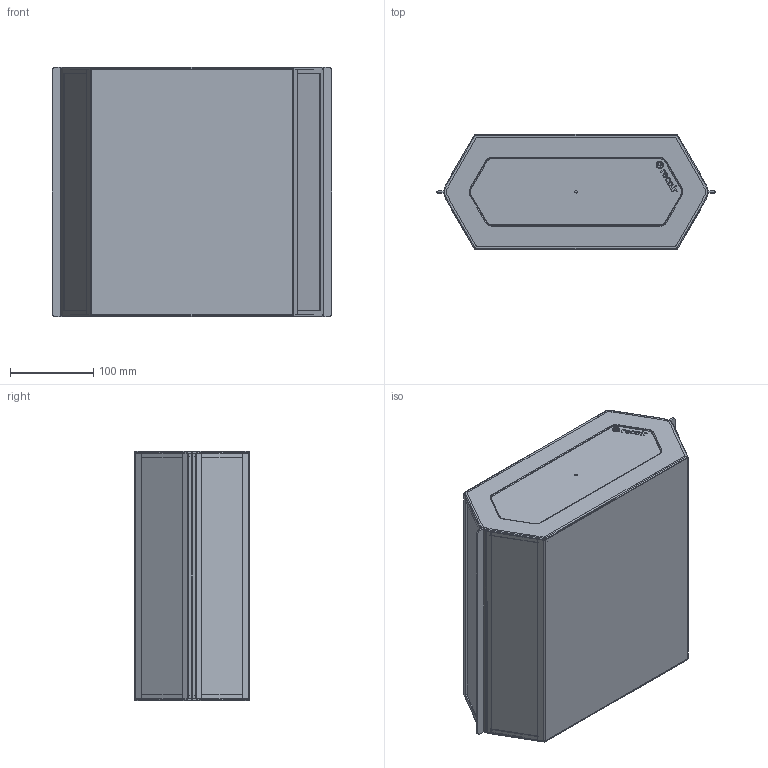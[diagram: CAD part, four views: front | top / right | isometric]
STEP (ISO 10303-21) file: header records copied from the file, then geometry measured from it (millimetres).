
FILE_DESCRIPTION(/* description */ (''),/* implementation_level */ '2;1');
FILE_NAME(/* name */ 'RS220ND - H100-H300 MN.stp',/* time_stamp */ '2019-04-04T15:21:08+02:00',/* author */ ('marcl'),/* organization */ (''),/* preprocessor_version */ 'ST-DEVELOPER v17.2',/* originating_system */ 'Autodesk Inventor 2019',/* authorisation */ '');
FILE_SCHEMA (('AUTOMOTIVE_DESIGN { 1 0 10303 214 3 1 1 }'));
Products named in the file (1): RS220ND - H100-H300 MN
Bounding box: 336.76 x 138.03 x 300 mm (x, y, z)
Volume: 10996190.6 mm3; surface area: 828895.4 mm2
Topology: 7 solids, 7 shells, 1315 faces, 3490 edges, 2248 vertices
Faces by surface type: plane 439, cylinder 410, bspline 398, sphere 50, torus 16, cone 2
Full cylindrical faces by diameter (mm): 8.997 x2
Entity records: 52047 total; most frequent: CARTESIAN_POINT 19820, ORIENTED_EDGE 6976, DIRECTION 5540, EDGE_CURVE 3488, VERTEX_POINT 2248, LINE 1896, VECTOR 1896, AXIS2_PLACEMENT_3D 1822
